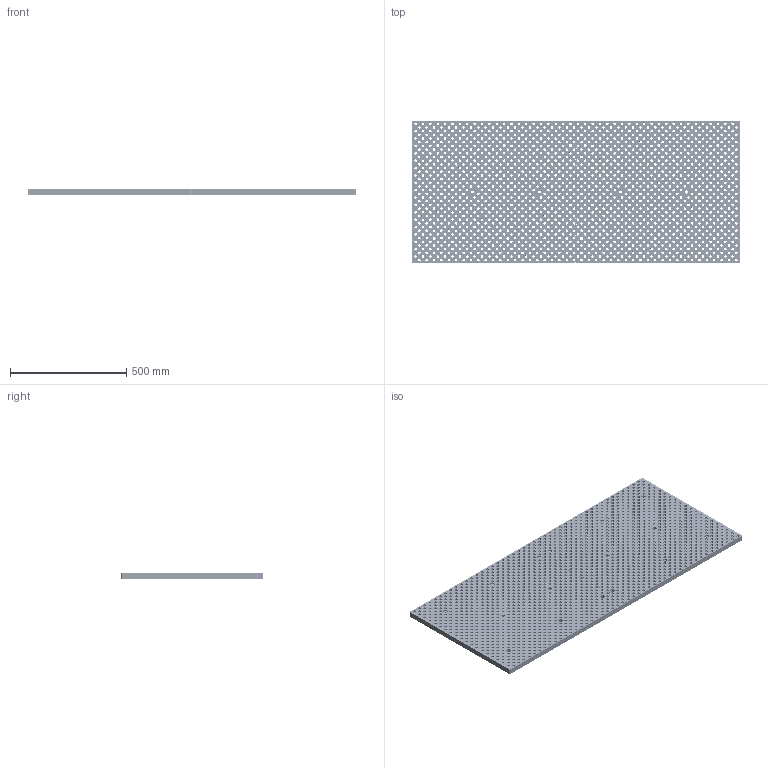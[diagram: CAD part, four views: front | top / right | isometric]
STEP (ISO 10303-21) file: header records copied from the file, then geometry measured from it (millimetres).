
FILE_DESCRIPTION(/* description */ (''),/* implementation_level */ '2;1');
FILE_NAME(/* name */ 'Hurco VMX42i Fixture Plate Set.step',/* time_stamp */ '2026-01-16T09:45:13-05:00',/* author */ (''),/* organization */ (''),/* preprocessor_version */ 'ST-DEVELOPER v20.1',/* originating_system */ 'Autodesk Translation Framework v14.21.0.0',/* authorisation */ '');
FILE_SCHEMA (('AUTOMOTIVE_DESIGN { 1 0 10303 214 3 1 1 }'));
Products named in the file (4): VMX42i Set; 56x24 Set (Interlock) INCH v6; Left Plate (1); Right Plate (1)
Assembly tree (3 placements, depth 3):
  VMX42i Set
    56x24 Set (Interlock) INCH v6
      Left Plate (1)
      Right Plate (1)
Bounding box: 1416.05 x 609.6 x 24.13 mm (x, y, z)
Volume: 16726584.8 mm3; surface area: 2983765.7 mm2
Topology: 2 solids, 2 shells, 5108 faces, 10308 edges, 6872 vertices
Faces by surface type: cylinder 3426, plane 1682
Full cylindrical faces by diameter (mm): 10.808 x1652, 12.713 x1652, 13.081 x16, 19.939 x16
Entity records: 143764 total; most frequent: DIRECTION 27390, CARTESIAN_POINT 22295, ORIENTED_EDGE 20616, AXIS2_PLACEMENT_3D 11967, EDGE_CURVE 10308, EDGE_LOOP 10112, VERTEX_POINT 6872, CIRCLE 6852
